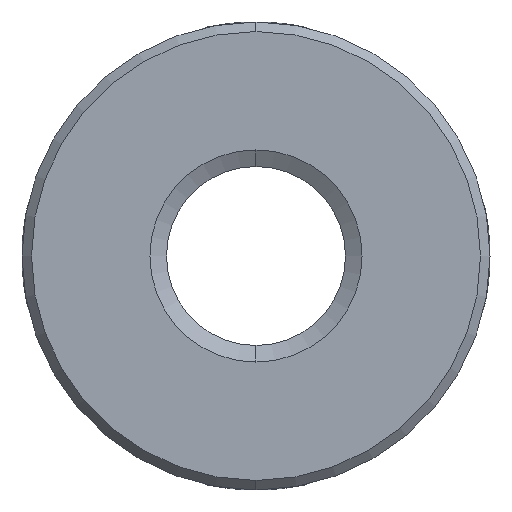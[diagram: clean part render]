
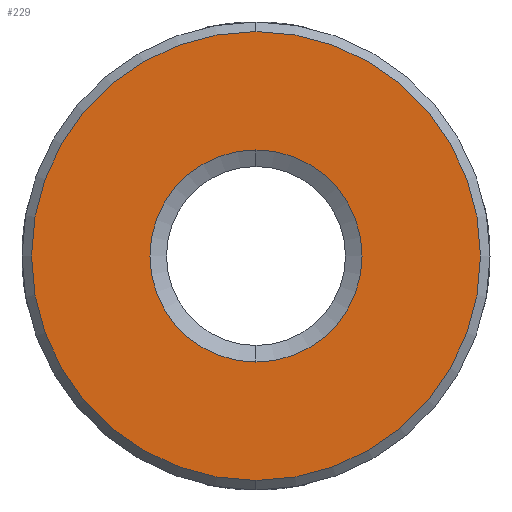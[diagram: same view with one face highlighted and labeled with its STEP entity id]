
A CAD part, front view. The second image highlights one B-rep face of the part: STEP entity #229.
In plain terms, the highlighted planar face has unit normal (0, -1, 0).
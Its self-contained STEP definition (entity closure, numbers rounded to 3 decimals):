
#32 = VERTEX_POINT ( 'NONE', #532 ) ;
#56 = EDGE_CURVE ( 'NONE', #57, #58, #497, .T. ) ;
#57 = VERTEX_POINT ( 'NONE', #483 ) ;
#58 = VERTEX_POINT ( 'NONE', #482 ) ;
#228 = EDGE_CURVE ( 'NONE', #32, #245, #1152, .T. ) ;
#229 = ADVANCED_FACE ( 'NONE', ( #1148, #1147 ), #1132, .F. ) ;
#230 = EDGE_LOOP ( 'NONE', ( #231, #232 ) ) ;
#231 = ORIENTED_EDGE ( 'NONE', *, *, #56, .F. ) ;
#232 = ORIENTED_EDGE ( 'NONE', *, *, #233, .F. ) ;
#233 = EDGE_CURVE ( 'NONE', #58, #57, #1367, .T. ) ;
#245 = VERTEX_POINT ( 'NONE', #1362 ) ;
#249 = EDGE_CURVE ( 'NONE', #245, #32, #1360, .T. ) ;
#327 = EDGE_LOOP ( 'NONE', ( #328, #329 ) ) ;
#328 = ORIENTED_EDGE ( 'NONE', *, *, #249, .T. ) ;
#329 = ORIENTED_EDGE ( 'NONE', *, *, #228, .T. ) ;
#482 = CARTESIAN_POINT ( 'NONE',  ( 0., -1.905, -5.969 ) ) ;
#483 = CARTESIAN_POINT ( 'NONE',  ( 0., -1.905, 5.969 ) ) ;
#484 = DIRECTION ( 'NONE',  ( 0., 0., 1. ) ) ;
#495 = DIRECTION ( 'NONE',  ( 0., 1., 0. ) ) ;
#496 = AXIS2_PLACEMENT_3D ( 'NONE', #546, #495, #484 ) ;
#497 = CIRCLE ( 'NONE', #496, 5.969 ) ;
#532 = CARTESIAN_POINT ( 'NONE',  ( 0., -1.905, 2.821 ) ) ;
#546 = CARTESIAN_POINT ( 'NONE',  ( 0., -1.905, 0. ) ) ;
#1127 = DIRECTION ( 'NONE',  ( 0., 0., 1. ) ) ;
#1128 = DIRECTION ( 'NONE',  ( 0., 1., 0. ) ) ;
#1129 = CARTESIAN_POINT ( 'NONE',  ( 3.112, -1.905, 0. ) ) ;
#1130 = AXIS2_PLACEMENT_3D ( 'NONE', #1129, #1128, #1127 ) ;
#1132 = PLANE ( 'NONE',  #1130 ) ;
#1147 = FACE_BOUND ( 'NONE', #327, .T. ) ;
#1148 = FACE_OUTER_BOUND ( 'NONE', #230, .T. ) ;
#1149 = DIRECTION ( 'NONE',  ( 0., 0., 1. ) ) ;
#1150 = DIRECTION ( 'NONE',  ( 0., 1., 0. ) ) ;
#1151 = AXIS2_PLACEMENT_3D ( 'NONE', #1291, #1150, #1149 ) ;
#1152 = CIRCLE ( 'NONE', #1151, 2.821 ) ;
#1291 = CARTESIAN_POINT ( 'NONE',  ( 0., -1.905, 0. ) ) ;
#1342 = DIRECTION ( 'NONE',  ( 0., 0., 1. ) ) ;
#1343 = DIRECTION ( 'NONE',  ( 0., 1., 0. ) ) ;
#1344 = CARTESIAN_POINT ( 'NONE',  ( 0., -1.905, 0. ) ) ;
#1359 = AXIS2_PLACEMENT_3D ( 'NONE', #1344, #1343, #1342 ) ;
#1360 = CIRCLE ( 'NONE', #1359, 2.821 ) ;
#1362 = CARTESIAN_POINT ( 'NONE',  ( 0., -1.905, -2.821 ) ) ;
#1366 = AXIS2_PLACEMENT_3D ( 'NONE', #1383, #1382, #1381 ) ;
#1367 = CIRCLE ( 'NONE', #1366, 5.969 ) ;
#1381 = DIRECTION ( 'NONE',  ( 0., 0., 1. ) ) ;
#1382 = DIRECTION ( 'NONE',  ( 0., 1., 0. ) ) ;
#1383 = CARTESIAN_POINT ( 'NONE',  ( 0., -1.905, 0. ) ) ;
